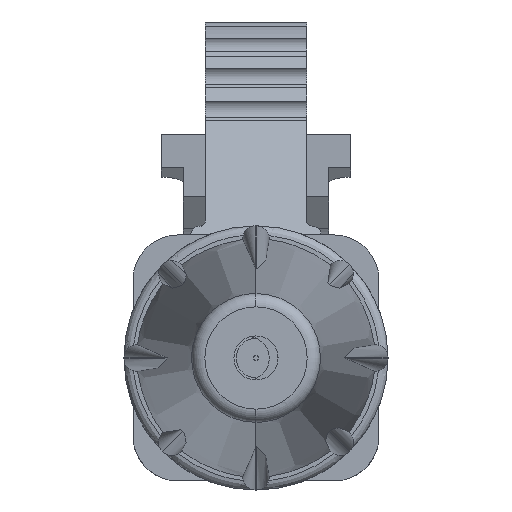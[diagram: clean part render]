
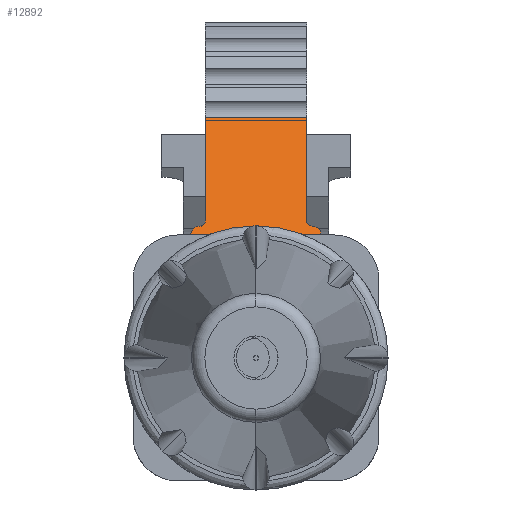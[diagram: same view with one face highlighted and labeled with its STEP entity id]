
A CAD part, left-side view. The second image highlights one B-rep face of the part: STEP entity #12892.
In plain terms, the highlighted planar face has unit normal (-0.722, 0, 0.692).
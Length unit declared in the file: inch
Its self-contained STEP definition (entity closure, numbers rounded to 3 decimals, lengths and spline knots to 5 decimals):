
#1528 = CARTESIAN_POINT ( 'NONE',  ( -0.29955, -0.0474, 0.11791 ) ) ;
#1819 = ORIENTED_EDGE ( 'NONE', *, *, #15128, .T. ) ;
#1960 = DIRECTION ( 'NONE',  ( 0.692, 0., 0.722 ) ) ;
#2117 = CARTESIAN_POINT ( 'NONE',  ( -0.30267, -0.05827, 0.11465 ) ) ;
#2308 = EDGE_CURVE ( 'NONE', #3578, #4413, #13065, .T. ) ;
#2420 = CARTESIAN_POINT ( 'NONE',  ( -0.30709, -0.05827, 0.11004 ) ) ;
#3552 = VERTEX_POINT ( 'NONE', #8190 ) ;
#3578 = VERTEX_POINT ( 'NONE', #11273 ) ;
#3964 = CARTESIAN_POINT ( 'NONE',  ( -0.30709, -0.05827, 0.11004 ) ) ;
#4103 = CARTESIAN_POINT ( 'NONE',  ( -0.30709, -0.05827, 0.11004 ) ) ;
#4413 = VERTEX_POINT ( 'NONE', #10168 ) ;
#4422 = CARTESIAN_POINT ( 'NONE',  ( -0.29955, -0.05039, 0.11791 ) ) ;
#4577 = CARTESIAN_POINT ( 'NONE',  ( -0.29955, 0.05039, 0.11791 ) ) ;
#4787 = ORIENTED_EDGE ( 'NONE', *, *, #18900, .T. ) ;
#4992 = VERTEX_POINT ( 'NONE', #4103 ) ;
#5061 = VECTOR ( 'NONE', #18120, 39.37008 ) ;
#5118 = AXIS2_PLACEMENT_3D ( 'NONE', #3964, #16435, #7138 ) ;
#5266 = CARTESIAN_POINT ( 'NONE',  ( -0.29751, 0.04528, 0.12003 ) ) ;
#5606 = PLANE ( 'NONE',  #5118 ) ;
#5937 = VERTEX_POINT ( 'NONE', #12660 ) ;
#6567 = VECTOR ( 'NONE', #1960, 39.37008 ) ;
#6919 = ORIENTED_EDGE ( 'NONE', *, *, #2308, .T. ) ;
#6962 = LINE ( 'NONE', #9946, #9437 ) ;
#7040 = FACE_OUTER_BOUND ( 'NONE', #9542, .T. ) ;
#7138 = DIRECTION ( 'NONE',  ( 0., 1., 0. ) ) ;
#7385 = CARTESIAN_POINT ( 'NONE',  ( -0.29955, 0.05039, 0.11791 ) ) ;
#7578 = DIRECTION ( 'NONE',  ( 0., 1., 0. ) ) ;
#7581 = CARTESIAN_POINT ( 'NONE',  ( -0.29464, 0.04528, 0.12303 ) ) ;
#7608 =( BOUNDED_CURVE ( )  B_SPLINE_CURVE ( 3, ( #4577, #19650, #12449, #10923 ),
 .UNSPECIFIED., .F., .T. ) 
 B_SPLINE_CURVE_WITH_KNOTS ( ( 4, 4 ),
 ( 3.14159, 4.71239 ),
 .UNSPECIFIED. ) 
 CURVE ( )  GEOMETRIC_REPRESENTATION_ITEM ( )  RATIONAL_B_SPLINE_CURVE ( ( 1., 0.805, 0.805, 1. ) ) 
 REPRESENTATION_ITEM ( '' )  );
#7792 = CARTESIAN_POINT ( 'NONE',  ( -0.29464, -0.04528, 0.12303 ) ) ;
#8163 = EDGE_CURVE ( 'NONE', #4413, #3552, #7608, .T. ) ;
#8190 = CARTESIAN_POINT ( 'NONE',  ( -0.30709, 0.05827, 0.11004 ) ) ;
#8381 = CARTESIAN_POINT ( 'NONE',  ( -0.29955, -0.05501, 0.11791 ) ) ;
#8479 = CARTESIAN_POINT ( 'NONE',  ( -0.29955, -0.05039, 0.11791 ) ) ;
#8952 = LINE ( 'NONE', #15194, #5061 ) ;
#9437 = VECTOR ( 'NONE', #11884, 39.37008 ) ;
#9542 = EDGE_LOOP ( 'NONE', ( #4787, #14672, #13514, #6919, #10334, #15348, #16949, #1819 ) ) ;
#9869 = VERTEX_POINT ( 'NONE', #15417 ) ;
#9946 = CARTESIAN_POINT ( 'NONE',  ( -0.25657, 0.04528, 0.16278 ) ) ;
#10168 = CARTESIAN_POINT ( 'NONE',  ( -0.29955, 0.05039, 0.11791 ) ) ;
#10334 = ORIENTED_EDGE ( 'NONE', *, *, #8163, .T. ) ;
#10409 = CARTESIAN_POINT ( 'NONE',  ( -0.20606, 0.04528, 0.21552 ) ) ;
#10723 = EDGE_CURVE ( 'NONE', #16069, #3578, #6962, .T. ) ;
#10834 = EDGE_CURVE ( 'NONE', #4992, #3552, #19857, .T. ) ;
#10923 = CARTESIAN_POINT ( 'NONE',  ( -0.30709, 0.05827, 0.11004 ) ) ;
#11273 = CARTESIAN_POINT ( 'NONE',  ( -0.29464, 0.04528, 0.12303 ) ) ;
#11729 = CARTESIAN_POINT ( 'NONE',  ( -0.29955, -0.05039, 0.11791 ) ) ;
#11884 = DIRECTION ( 'NONE',  ( -0.692, 0., -0.722 ) ) ;
#11988 = CARTESIAN_POINT ( 'NONE',  ( -0.30709, 0., 0.11004 ) ) ;
#12449 = CARTESIAN_POINT ( 'NONE',  ( -0.30267, 0.05827, 0.11465 ) ) ;
#12660 = CARTESIAN_POINT ( 'NONE',  ( -0.20606, -0.04528, 0.21552 ) ) ;
#12707 = VECTOR ( 'NONE', #7578, 39.37008 ) ;
#12892 = ADVANCED_FACE ( 'NONE', ( #7040 ), #5606, .T. ) ;
#13065 =( BOUNDED_CURVE ( )  B_SPLINE_CURVE ( 3, ( #7581, #5266, #18017, #7385 ),
 .UNSPECIFIED., .F., .T. ) 
 B_SPLINE_CURVE_WITH_KNOTS ( ( 4, 4 ),
 ( 1.5708, 3.14159 ),
 .UNSPECIFIED. ) 
 CURVE ( )  GEOMETRIC_REPRESENTATION_ITEM ( )  RATIONAL_B_SPLINE_CURVE ( ( 1., 0.805, 0.805, 1. ) ) 
 REPRESENTATION_ITEM ( '' )  );
#13514 = ORIENTED_EDGE ( 'NONE', *, *, #10723, .T. ) ;
#14672 = ORIENTED_EDGE ( 'NONE', *, *, #16578, .T. ) ;
#15128 = EDGE_CURVE ( 'NONE', #16258, #9869, #18020, .T. ) ;
#15194 = CARTESIAN_POINT ( 'NONE',  ( -0.20606, 0., 0.21552 ) ) ;
#15348 = ORIENTED_EDGE ( 'NONE', *, *, #10834, .F. ) ;
#15417 = CARTESIAN_POINT ( 'NONE',  ( -0.29464, -0.04528, 0.12303 ) ) ;
#16069 = VERTEX_POINT ( 'NONE', #10409 ) ;
#16074 =( BOUNDED_CURVE ( )  B_SPLINE_CURVE ( 3, ( #2420, #2117, #8381, #8479 ),
 .UNSPECIFIED., .F., .T. ) 
 B_SPLINE_CURVE_WITH_KNOTS ( ( 4, 4 ),
 ( 1.5708, 3.14159 ),
 .UNSPECIFIED. ) 
 CURVE ( )  GEOMETRIC_REPRESENTATION_ITEM ( )  RATIONAL_B_SPLINE_CURVE ( ( 1., 0.805, 0.805, 1. ) ) 
 REPRESENTATION_ITEM ( '' )  );
#16258 = VERTEX_POINT ( 'NONE', #11729 ) ;
#16435 = DIRECTION ( 'NONE',  ( -0.722, 0., 0.692 ) ) ;
#16578 = EDGE_CURVE ( 'NONE', #5937, #16069, #8952, .T. ) ;
#16949 = ORIENTED_EDGE ( 'NONE', *, *, #17844, .T. ) ;
#17844 = EDGE_CURVE ( 'NONE', #4992, #16258, #16074, .T. ) ;
#17934 = CARTESIAN_POINT ( 'NONE',  ( -0.25657, -0.04528, 0.16278 ) ) ;
#18017 = CARTESIAN_POINT ( 'NONE',  ( -0.29955, 0.0474, 0.11791 ) ) ;
#18020 =( BOUNDED_CURVE ( )  B_SPLINE_CURVE ( 3, ( #4422, #1528, #20061, #7792 ),
 .UNSPECIFIED., .F., .F. ) 
 B_SPLINE_CURVE_WITH_KNOTS ( ( 4, 4 ),
 ( 3.14159, 4.71239 ),
 .UNSPECIFIED. ) 
 CURVE ( )  GEOMETRIC_REPRESENTATION_ITEM ( )  RATIONAL_B_SPLINE_CURVE ( ( 1., 0.805, 0.805, 1. ) ) 
 REPRESENTATION_ITEM ( '' )  );
#18120 = DIRECTION ( 'NONE',  ( 0., 1., 0. ) ) ;
#18900 = EDGE_CURVE ( 'NONE', #9869, #5937, #19374, .T. ) ;
#19374 = LINE ( 'NONE', #17934, #6567 ) ;
#19650 = CARTESIAN_POINT ( 'NONE',  ( -0.29955, 0.05501, 0.11791 ) ) ;
#19857 = LINE ( 'NONE', #11988, #12707 ) ;
#20061 = CARTESIAN_POINT ( 'NONE',  ( -0.29751, -0.04528, 0.12003 ) ) ;
